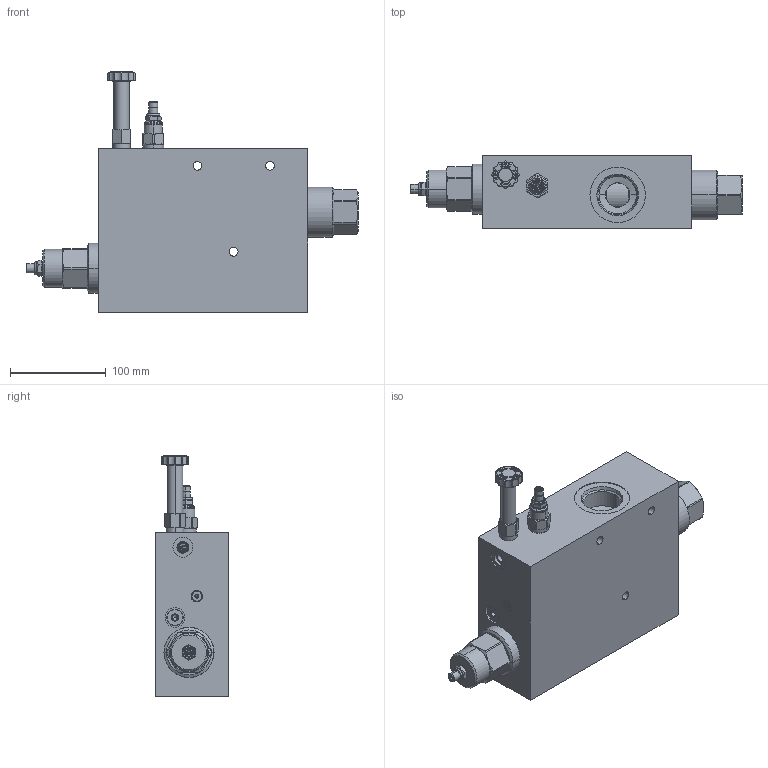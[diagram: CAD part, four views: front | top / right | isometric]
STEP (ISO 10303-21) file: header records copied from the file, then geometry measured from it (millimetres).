
FILE_DESCRIPTION((''),'2;1');
FILE_NAME('XPJSLINNN_ASM','2021-02-19T',('ProEService'),(''),'PRO/ENGINEER BY PARAMETRIC TECHNOLOGY CORPORATION, 2014200','PRO/ENGINEER BY PARAMETRIC TECHNOLOGY CORPORATION, 2014200','');
FILE_SCHEMA(('CONFIG_CONTROL_DESIGN'));
Length unit declared in the file: inch
Products named in the file (10): 150-104-002; A330-006-016; NFFDLIN; A330-006-006; 280-039-031; A330-006-002; LHJAXFN; RBACLAN; DMBFXNN; XPJSLINNN_ASM
Assembly tree (9 placements, depth 2):
  XPJSLINNN_ASM
    150-104-002
    A330-006-016
    NFFDLIN
    A330-006-006
    280-039-031
    A330-006-002
    LHJAXFN
    RBACLAN
    DMBFXNN
Bounding box: 347.65 x 76.2 x 251.97 mm (x, y, z)
Volume: 2702811.3 mm3; surface area: 314880.4 mm2
Topology: 17 solids, 27 shells, 1614 faces, 4202 edges, 2891 vertices
Faces by surface type: cylinder 614, plane 426, cone 323, torus 211, revolution 40
Entity records: 57456 total; most frequent: CARTESIAN_POINT 17631, DIRECTION 8636, ORIENTED_EDGE 7622, EDGE_CURVE 3811, AXIS2_PLACEMENT_3D 3388, VERTEX_POINT 2338, EDGE_LOOP 1829, VECTOR 1820
